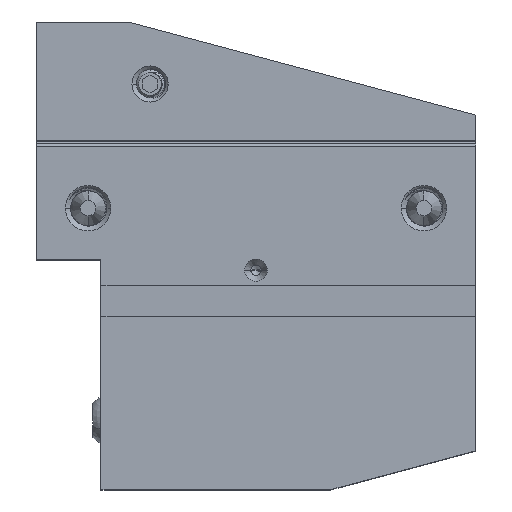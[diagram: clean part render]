
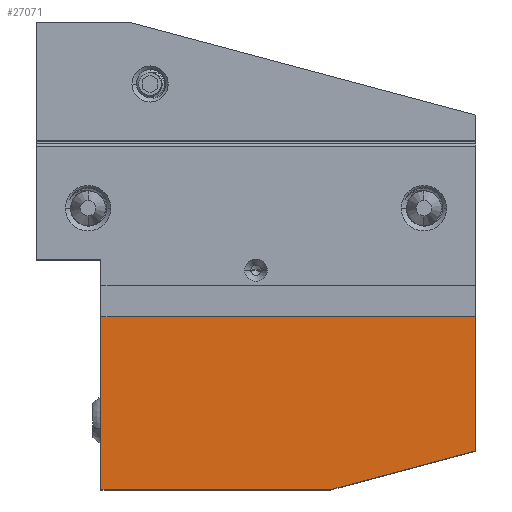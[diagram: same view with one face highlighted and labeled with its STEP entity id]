
A CAD part, top view. The second image highlights one B-rep face of the part: STEP entity #27071.
In plain terms, the highlighted planar face has unit normal (0, 0, 1).
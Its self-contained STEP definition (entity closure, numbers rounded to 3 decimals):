
#20 = CARTESIAN_POINT ( 'NONE',  ( 42.5, -9., 44. ) ) ;
#53 = CARTESIAN_POINT ( 'NONE',  ( -30., -9., 44. ) ) ;
#72 = CARTESIAN_POINT ( 'NONE',  ( 42.5, -35., 44. ) ) ;
#89 = CARTESIAN_POINT ( 'NONE',  ( -30., -42.5, 44. ) ) ;
#91 = CARTESIAN_POINT ( 'NONE',  ( 14.51, -42.5, 44. ) ) ;
#8569 = FACE_OUTER_BOUND ( 'NONE', #31509, .T. ) ;
#9066 = VERTEX_POINT ( 'NONE', #20 ) ;
#9097 = VERTEX_POINT ( 'NONE', #53 ) ;
#9222 = VERTEX_POINT ( 'NONE', #72 ) ;
#9292 = VERTEX_POINT ( 'NONE', #89 ) ;
#9306 = VERTEX_POINT ( 'NONE', #91 ) ;
#10330 = VECTOR ( 'NONE', #48192, 1000. ) ;
#10342 = LINE ( 'NONE', #48180, #10330 ) ;
#10552 = EDGE_CURVE ( 'NONE', #9097, #9066, #10342, .T. ) ;
#11987 = ORIENTED_EDGE ( 'NONE', *, *, #10552, .F. ) ;
#14655 = ORIENTED_EDGE ( 'NONE', *, *, #32426, .F. ) ;
#14687 = ORIENTED_EDGE ( 'NONE', *, *, #32519, .T. ) ;
#14700 = ORIENTED_EDGE ( 'NONE', *, *, #32408, .T. ) ;
#14904 = ORIENTED_EDGE ( 'NONE', *, *, #32365, .F. ) ;
#22627 = VECTOR ( 'NONE', #47238, 1000. ) ;
#22646 = LINE ( 'NONE', #47240, #22650 ) ;
#22650 = VECTOR ( 'NONE', #47220, 1000. ) ;
#22651 = LINE ( 'NONE', #47218, #22627 ) ;
#22697 = VECTOR ( 'NONE', #47200, 1000. ) ;
#22715 = LINE ( 'NONE', #47193, #22697 ) ;
#22779 = VECTOR ( 'NONE', #46019, 1000. ) ;
#22785 = LINE ( 'NONE', #46030, #22779 ) ;
#27071 = ADVANCED_FACE ( 'NONE', ( #8569 ), #63088, .T. ) ;
#31509 = EDGE_LOOP ( 'NONE', ( #11987, #14904, #14700, #14655, #14687 ) ) ;
#32365 = EDGE_CURVE ( 'NONE', #9292, #9097, #22715, .T. ) ;
#32408 = EDGE_CURVE ( 'NONE', #9292, #9306, #22646, .T. ) ;
#32426 = EDGE_CURVE ( 'NONE', #9222, #9306, #22651, .T. ) ;
#32519 = EDGE_CURVE ( 'NONE', #9222, #9066, #22785, .T. ) ;
#46019 = DIRECTION ( 'NONE',  ( 0., 1., 0. ) ) ;
#46030 = CARTESIAN_POINT ( 'NONE',  ( 42.5, 48., 44. ) ) ;
#47193 = CARTESIAN_POINT ( 'NONE',  ( -30., 2., 44. ) ) ;
#47200 = DIRECTION ( 'NONE',  ( 0., 1., 0. ) ) ;
#47218 = CARTESIAN_POINT ( 'NONE',  ( 42.5, -35., 44. ) ) ;
#47220 = DIRECTION ( 'NONE',  ( 1., 0., 0. ) ) ;
#47238 = DIRECTION ( 'NONE',  ( -0.966, -0.259, 0. ) ) ;
#47240 = CARTESIAN_POINT ( 'NONE',  ( -42.5, -42.5, 44. ) ) ;
#48180 = CARTESIAN_POINT ( 'NONE',  ( -47.5, -9., 44. ) ) ;
#48192 = DIRECTION ( 'NONE',  ( 1., 0., 0. ) ) ;
#63072 = DIRECTION ( 'NONE',  ( 0., 0., 1. ) ) ;
#63088 = PLANE ( 'NONE',  #66563 ) ;
#63122 = CARTESIAN_POINT ( 'NONE',  ( 0., 0., 44. ) ) ;
#63128 = DIRECTION ( 'NONE',  ( 1., 0., 0. ) ) ;
#66563 = AXIS2_PLACEMENT_3D ( 'NONE', #63122, #63072, #63128 ) ;
